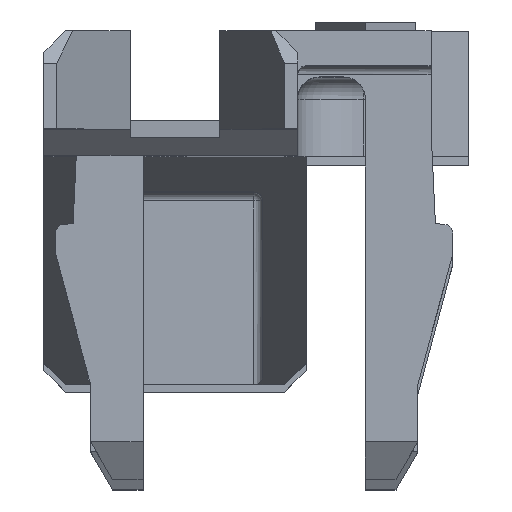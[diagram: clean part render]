
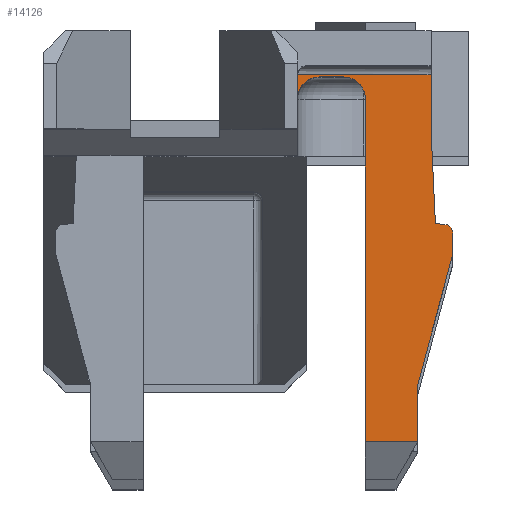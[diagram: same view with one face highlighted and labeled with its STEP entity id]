
A CAD part, top view. The second image highlights one B-rep face of the part: STEP entity #14126.
In plain terms, the highlighted planar face has unit normal (0, 0, 1).
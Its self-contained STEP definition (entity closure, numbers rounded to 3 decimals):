
#866=CIRCLE('',#15060,0.2);
#867=CIRCLE('',#15063,0.5);
#868=CIRCLE('',#15064,0.5);
#1066=FACE_OUTER_BOUND('',#1881,.T.);
#1881=EDGE_LOOP('',(#9788,#9789,#9790,#9791,#9792,#9793,#9794,#9795,#9796,
#9797,#9798,#9799,#9800,#9801));
#2932=LINE('',#20825,#4476);
#2941=LINE('',#20844,#4485);
#2947=LINE('',#20855,#4491);
#2950=LINE('',#20861,#4494);
#2954=LINE('',#20873,#4498);
#2955=LINE('',#20877,#4499);
#2956=LINE('',#20879,#4500);
#2957=LINE('',#20881,#4501);
#2958=LINE('',#20885,#4502);
#2959=LINE('',#20887,#4503);
#2960=LINE('',#20888,#4504);
#4476=VECTOR('',#16299,1000.);
#4485=VECTOR('',#16312,1000.);
#4491=VECTOR('',#16320,1000.);
#4494=VECTOR('',#16325,1000.);
#4498=VECTOR('',#16337,1000.);
#4499=VECTOR('',#16340,1000.);
#4500=VECTOR('',#16341,1000.);
#4501=VECTOR('',#16342,1000.);
#4502=VECTOR('',#16345,1000.);
#4503=VECTOR('',#16348,1000.);
#4504=VECTOR('',#16349,1000.);
#6071=VERTEX_POINT('',#20823);
#6072=VERTEX_POINT('',#20824);
#6079=VERTEX_POINT('',#20842);
#6080=VERTEX_POINT('',#20843);
#6084=VERTEX_POINT('',#20853);
#6086=VERTEX_POINT('',#20859);
#6088=VERTEX_POINT('',#20865);
#6090=VERTEX_POINT('',#20871);
#6091=VERTEX_POINT('',#20875);
#6092=VERTEX_POINT('',#20876);
#6093=VERTEX_POINT('',#20878);
#6094=VERTEX_POINT('',#20880);
#6095=VERTEX_POINT('',#20882);
#6096=VERTEX_POINT('',#20884);
#7522=EDGE_CURVE('',#6071,#6072,#2932,.T.);
#7531=EDGE_CURVE('',#6079,#6080,#2941,.T.);
#7537=EDGE_CURVE('',#6080,#6084,#2947,.T.);
#7540=EDGE_CURVE('',#6084,#6086,#2950,.T.);
#7543=EDGE_CURVE('',#6086,#6088,#866,.T.);
#7546=EDGE_CURVE('',#6088,#6090,#2954,.T.);
#7547=EDGE_CURVE('',#6091,#6092,#2955,.T.);
#7548=EDGE_CURVE('',#6091,#6093,#2956,.T.);
#7549=EDGE_CURVE('',#6093,#6094,#2957,.T.);
#7550=EDGE_CURVE('',#6094,#6095,#867,.T.);
#7551=EDGE_CURVE('',#6096,#6095,#2958,.T.);
#7552=EDGE_CURVE('',#6096,#6071,#868,.T.);
#7553=EDGE_CURVE('',#6072,#6079,#2959,.T.);
#7554=EDGE_CURVE('',#6092,#6090,#2960,.T.);
#9788=ORIENTED_EDGE('',*,*,#7547,.F.);
#9789=ORIENTED_EDGE('',*,*,#7548,.T.);
#9790=ORIENTED_EDGE('',*,*,#7549,.T.);
#9791=ORIENTED_EDGE('',*,*,#7550,.T.);
#9792=ORIENTED_EDGE('',*,*,#7551,.F.);
#9793=ORIENTED_EDGE('',*,*,#7552,.T.);
#9794=ORIENTED_EDGE('',*,*,#7522,.T.);
#9795=ORIENTED_EDGE('',*,*,#7553,.T.);
#9796=ORIENTED_EDGE('',*,*,#7531,.T.);
#9797=ORIENTED_EDGE('',*,*,#7537,.T.);
#9798=ORIENTED_EDGE('',*,*,#7540,.T.);
#9799=ORIENTED_EDGE('',*,*,#7543,.T.);
#9800=ORIENTED_EDGE('',*,*,#7546,.T.);
#9801=ORIENTED_EDGE('',*,*,#7554,.F.);
#13614=PLANE('',#15062);
#14126=ADVANCED_FACE('',(#1066),#13614,.T.);
#15060=AXIS2_PLACEMENT_3D('',#20867,#16331,#16332);
#15062=AXIS2_PLACEMENT_3D('',#20874,#16338,#16339);
#15063=AXIS2_PLACEMENT_3D('',#20883,#16343,#16344);
#15064=AXIS2_PLACEMENT_3D('',#20886,#16346,#16347);
#16299=DIRECTION('',(0.,-1.,0.));
#16312=DIRECTION('',(0.,1.,0.));
#16320=DIRECTION('',(0.259,0.966,0.));
#16325=DIRECTION('',(0.,1.,0.));
#16331=DIRECTION('center_axis',(0.,0.,1.));
#16332=DIRECTION('ref_axis',(1.,0.,0.));
#16337=DIRECTION('',(-0.996,0.087,0.));
#16338=DIRECTION('center_axis',(0.,0.,1.));
#16339=DIRECTION('ref_axis',(1.,0.,0.));
#16340=DIRECTION('',(0.,-1.,0.));
#16341=DIRECTION('',(-1.,0.,0.));
#16342=DIRECTION('',(0.,-1.,0.));
#16343=DIRECTION('center_axis',(0.,0.,-1.));
#16344=DIRECTION('ref_axis',(1.,0.,0.));
#16345=DIRECTION('',(-1.,0.,0.));
#16346=DIRECTION('center_axis',(0.,0.,-1.));
#16347=DIRECTION('ref_axis',(1.,0.,0.));
#16348=DIRECTION('',(1.,0.,0.));
#16349=DIRECTION('',(0.046,-0.999,0.));
#20823=CARTESIAN_POINT('',(5.08,1.3,1.5));
#20824=CARTESIAN_POINT('',(5.08,-6.534,1.5));
#20825=CARTESIAN_POINT('',(5.08,0.,1.5));
#20842=CARTESIAN_POINT('',(6.28,-6.534,1.5));
#20843=CARTESIAN_POINT('',(6.28,-5.223,1.5));
#20844=CARTESIAN_POINT('',(6.28,-7.4,1.5));
#20853=CARTESIAN_POINT('',(7.08,-2.237,1.5));
#20855=CARTESIAN_POINT('',(6.28,-5.223,1.5));
#20859=CARTESIAN_POINT('',(7.08,-1.768,1.5));
#20861=CARTESIAN_POINT('',(7.08,-2.237,1.5));
#20865=CARTESIAN_POINT('',(6.897,-1.569,1.5));
#20867=CARTESIAN_POINT('Origin',(6.88,-1.768,1.5));
#20871=CARTESIAN_POINT('',(6.68,-1.55,1.5));
#20873=CARTESIAN_POINT('',(6.897,-1.569,1.5));
#20874=CARTESIAN_POINT('Origin',(6.88,-1.768,1.5));
#20875=CARTESIAN_POINT('',(6.58,1.85,1.5));
#20876=CARTESIAN_POINT('',(6.58,0.6,1.5));
#20877=CARTESIAN_POINT('',(6.58,-1.768,1.5));
#20878=CARTESIAN_POINT('',(3.53,1.85,1.5));
#20879=CARTESIAN_POINT('',(6.88,1.85,1.5));
#20880=CARTESIAN_POINT('',(3.53,1.3,1.5));
#20881=CARTESIAN_POINT('',(3.53,2.05,1.5));
#20882=CARTESIAN_POINT('',(4.03,1.8,1.5));
#20883=CARTESIAN_POINT('Origin',(4.03,1.3,1.5));
#20884=CARTESIAN_POINT('',(4.58,1.8,1.5));
#20885=CARTESIAN_POINT('',(3.53,1.8,1.5));
#20886=CARTESIAN_POINT('Origin',(4.58,1.3,1.5));
#20887=CARTESIAN_POINT('',(6.28,-6.534,1.5));
#20888=CARTESIAN_POINT('',(6.58,0.6,1.5));
